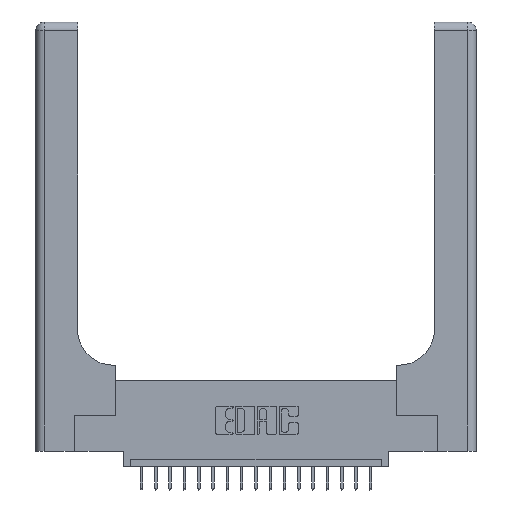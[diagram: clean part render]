
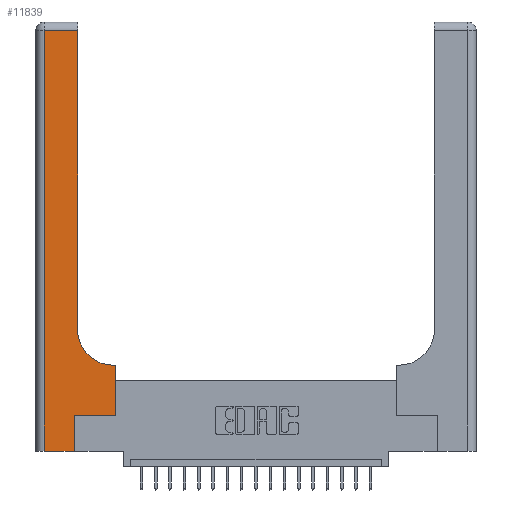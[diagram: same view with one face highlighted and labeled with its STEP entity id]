
A CAD part, top view. The second image highlights one B-rep face of the part: STEP entity #11839.
In plain terms, the highlighted planar face has unit normal (0, 0, 1).
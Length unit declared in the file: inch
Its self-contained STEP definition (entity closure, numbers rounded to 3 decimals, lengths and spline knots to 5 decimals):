
#157 = EDGE_CURVE ( 'NONE', #5668, #2980, #9810, .T. ) ;
#526 = FACE_OUTER_BOUND ( 'NONE', #9707, .T. ) ;
#589 = DIRECTION ( 'NONE',  ( 0., 1., 0. ) ) ;
#1456 = EDGE_CURVE ( 'NONE', #21345, #18394, #6398, .T. ) ;
#1514 = VERTEX_POINT ( 'NONE', #18911 ) ;
#1767 = EDGE_CURVE ( 'NONE', #1514, #19722, #12398, .T. ) ;
#2015 = DIRECTION ( 'NONE',  ( 0., 1., 0. ) ) ;
#2881 = EDGE_CURVE ( 'NONE', #18394, #18302, #16491, .T. ) ;
#2980 = VERTEX_POINT ( 'NONE', #7599 ) ;
#3089 = ORIENTED_EDGE ( 'NONE', *, *, #7481, .T. ) ;
#3857 = EDGE_CURVE ( 'NONE', #18302, #5668, #12842, .T. ) ;
#3901 = DIRECTION ( 'NONE',  ( 0., 0., -1. ) ) ;
#4092 = DIRECTION ( 'NONE',  ( 0., 1., 0. ) ) ;
#4699 = CARTESIAN_POINT ( 'NONE',  ( 0.5585, 0.25, 0.37 ) ) ;
#4899 = DIRECTION ( 'NONE',  ( 1., 0., 0. ) ) ;
#4917 = LINE ( 'NONE', #11905, #8836 ) ;
#5488 = DIRECTION ( 'NONE',  ( -1., 0., 0. ) ) ;
#5668 = VERTEX_POINT ( 'NONE', #13548 ) ;
#6398 = LINE ( 'NONE', #11028, #14751 ) ;
#6531 = CARTESIAN_POINT ( 'NONE',  ( 0., 3., 0.37 ) ) ;
#7144 = CARTESIAN_POINT ( 'NONE',  ( 0.5585, 0.6, 0.37 ) ) ;
#7184 = CARTESIAN_POINT ( 'NONE',  ( 0.269, 0., 0.37 ) ) ;
#7213 = CARTESIAN_POINT ( 'NONE',  ( 0.2915, 3., 0.37 ) ) ;
#7481 = EDGE_CURVE ( 'NONE', #16605, #7756, #20639, .T. ) ;
#7599 = CARTESIAN_POINT ( 'NONE',  ( 0.2915, 2.94, 0.37 ) ) ;
#7618 = VECTOR ( 'NONE', #589, 39.37008 ) ;
#7714 = AXIS2_PLACEMENT_3D ( 'NONE', #6531, #13166, #11709 ) ;
#7756 = VERTEX_POINT ( 'NONE', #14666 ) ;
#7901 = ORIENTED_EDGE ( 'NONE', *, *, #2881, .T. ) ;
#8016 = EDGE_CURVE ( 'NONE', #2980, #1514, #11259, .T. ) ;
#8251 = ORIENTED_EDGE ( 'NONE', *, *, #3857, .T. ) ;
#8641 = VECTOR ( 'NONE', #17672, 39.37008 ) ;
#8836 = VECTOR ( 'NONE', #4899, 39.37008 ) ;
#9135 = ORIENTED_EDGE ( 'NONE', *, *, #10009, .T. ) ;
#9248 = VECTOR ( 'NONE', #13777, 39.37008 ) ;
#9707 = EDGE_LOOP ( 'NONE', ( #17126, #17990, #17207, #14419, #3089, #9135, #10332, #7901, #8251 ) ) ;
#9810 = LINE ( 'NONE', #7213, #18677 ) ;
#9815 = EDGE_CURVE ( 'NONE', #19722, #16605, #4917, .T. ) ;
#10009 = EDGE_CURVE ( 'NONE', #7756, #21345, #20821, .T. ) ;
#10332 = ORIENTED_EDGE ( 'NONE', *, *, #1456, .T. ) ;
#10354 = CARTESIAN_POINT ( 'NONE',  ( 0.5415, 0.6, 0.37 ) ) ;
#10908 = CARTESIAN_POINT ( 'NONE',  ( 0., 2.94, 0.37 ) ) ;
#11028 = CARTESIAN_POINT ( 'NONE',  ( 0.5585, 0.25, 0.37 ) ) ;
#11259 = LINE ( 'NONE', #10908, #8641 ) ;
#11641 = PLANE ( 'NONE',  #7714 ) ;
#11709 = DIRECTION ( 'NONE',  ( -1., 0., 0. ) ) ;
#11839 = ADVANCED_FACE ( 'NONE', ( #526 ), #11641, .F. ) ;
#11905 = CARTESIAN_POINT ( 'NONE',  ( 0., 0., 0.37 ) ) ;
#12031 = CARTESIAN_POINT ( 'NONE',  ( 0.06, 3., 0.37 ) ) ;
#12210 = CARTESIAN_POINT ( 'NONE',  ( 0.269, 0., 0.37 ) ) ;
#12217 = CARTESIAN_POINT ( 'NONE',  ( 0.5415, 0.85, 0.37 ) ) ;
#12261 = CARTESIAN_POINT ( 'NONE',  ( 0.269, 0.25, 0.37 ) ) ;
#12398 = LINE ( 'NONE', #12031, #9248 ) ;
#12842 = CIRCLE ( 'NONE', #17882, 0.25 ) ;
#13063 = CARTESIAN_POINT ( 'NONE',  ( 0.06, 0., 0.37 ) ) ;
#13166 = DIRECTION ( 'NONE',  ( 0., 0., -1. ) ) ;
#13548 = CARTESIAN_POINT ( 'NONE',  ( 0.2915, 0.85, 0.37 ) ) ;
#13777 = DIRECTION ( 'NONE',  ( 0., -1., 0. ) ) ;
#13789 = VECTOR ( 'NONE', #15689, 39.37008 ) ;
#14419 = ORIENTED_EDGE ( 'NONE', *, *, #9815, .T. ) ;
#14666 = CARTESIAN_POINT ( 'NONE',  ( 0.269, 0.25, 0.37 ) ) ;
#14751 = VECTOR ( 'NONE', #2015, 39.37008 ) ;
#15689 = DIRECTION ( 'NONE',  ( 1., 0., 0. ) ) ;
#16491 = LINE ( 'NONE', #18812, #17514 ) ;
#16605 = VERTEX_POINT ( 'NONE', #12210 ) ;
#17126 = ORIENTED_EDGE ( 'NONE', *, *, #157, .T. ) ;
#17207 = ORIENTED_EDGE ( 'NONE', *, *, #1767, .T. ) ;
#17514 = VECTOR ( 'NONE', #5488, 39.37008 ) ;
#17672 = DIRECTION ( 'NONE',  ( -1., 0., 0. ) ) ;
#17882 = AXIS2_PLACEMENT_3D ( 'NONE', #12217, #3901, #18903 ) ;
#17990 = ORIENTED_EDGE ( 'NONE', *, *, #8016, .T. ) ;
#18302 = VERTEX_POINT ( 'NONE', #10354 ) ;
#18394 = VERTEX_POINT ( 'NONE', #7144 ) ;
#18677 = VECTOR ( 'NONE', #4092, 39.37008 ) ;
#18812 = CARTESIAN_POINT ( 'NONE',  ( 0.2915, 0.6, 0.37 ) ) ;
#18903 = DIRECTION ( 'NONE',  ( 1., 0., 0. ) ) ;
#18911 = CARTESIAN_POINT ( 'NONE',  ( 0.06, 2.94, 0.37 ) ) ;
#19722 = VERTEX_POINT ( 'NONE', #13063 ) ;
#20639 = LINE ( 'NONE', #7184, #7618 ) ;
#20821 = LINE ( 'NONE', #12261, #13789 ) ;
#21345 = VERTEX_POINT ( 'NONE', #4699 ) ;
